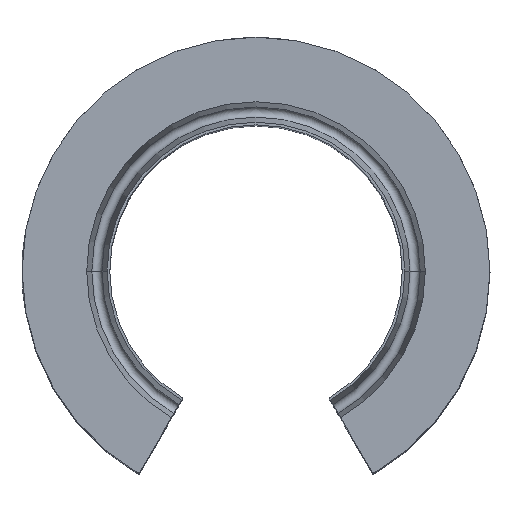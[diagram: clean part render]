
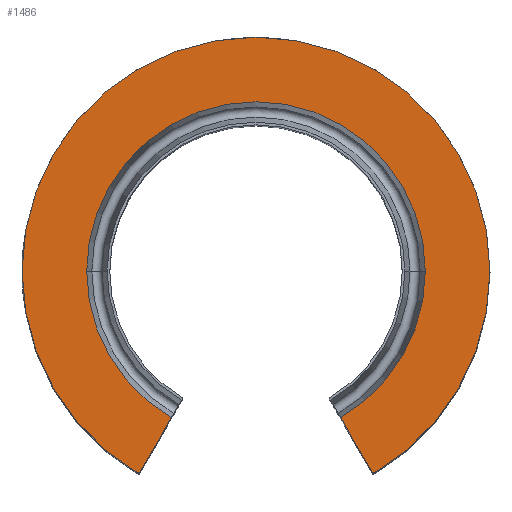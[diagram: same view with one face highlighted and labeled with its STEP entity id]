
A CAD part, top view. The second image highlights one B-rep face of the part: STEP entity #1486.
In plain terms, the highlighted planar face has unit normal (0, 0, 1).
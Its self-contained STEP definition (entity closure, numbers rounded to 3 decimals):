
#30 = VERTEX_POINT ( 'NONE', #146 ) ;
#36 = VERTEX_POINT ( 'NONE', #152 ) ;
#43 = VERTEX_POINT ( 'NONE', #159 ) ;
#52 = VERTEX_POINT ( 'NONE', #168 ) ;
#55 = VERTEX_POINT ( 'NONE', #171 ) ;
#63 = VERTEX_POINT ( 'NONE', #179 ) ;
#79 = VERTEX_POINT ( 'NONE', #195 ) ;
#122 = VERTEX_POINT ( 'NONE', #238 ) ;
#146 = CARTESIAN_POINT ( 'NONE',  ( -11.578, 0., 0. ) ) ;
#152 = CARTESIAN_POINT ( 'NONE',  ( 11.578, 0., 0. ) ) ;
#159 = CARTESIAN_POINT ( 'NONE',  ( -15.994, 0., 0. ) ) ;
#168 = CARTESIAN_POINT ( 'NONE',  ( -5.789, -10.027, 0. ) ) ;
#171 = CARTESIAN_POINT ( 'NONE',  ( 7.997, -13.851, 0. ) ) ;
#179 = CARTESIAN_POINT ( 'NONE',  ( 15.994, 0., 0. ) ) ;
#195 = CARTESIAN_POINT ( 'NONE',  ( 5.789, -10.027, 0. ) ) ;
#238 = CARTESIAN_POINT ( 'NONE',  ( -7.997, -13.851, 0. ) ) ;
#255 = CARTESIAN_POINT ( 'NONE',  ( 0., 10., 0. ) ) ;
#317 = PLANE ( 'NONE',  #2717 ) ;
#329 = DIRECTION ( 'NONE',  ( 0., 0., -1. ) ) ;
#330 = DIRECTION ( 'NONE',  ( -1., 0., 0. ) ) ;
#694 = ORIENTED_EDGE ( 'NONE', *, *, #2550, .T. ) ;
#695 = ORIENTED_EDGE ( 'NONE', *, *, #2508, .T. ) ;
#696 = ORIENTED_EDGE ( 'NONE', *, *, #2637, .T. ) ;
#697 = ORIENTED_EDGE ( 'NONE', *, *, #2607, .F. ) ;
#698 = ORIENTED_EDGE ( 'NONE', *, *, #2512, .F. ) ;
#699 = ORIENTED_EDGE ( 'NONE', *, *, #2495, .F. ) ;
#950 = ORIENTED_EDGE ( 'NONE', *, *, #2638, .F. ) ;
#951 = ORIENTED_EDGE ( 'NONE', *, *, #2624, .F. ) ;
#994 = FACE_OUTER_BOUND ( 'NONE', #2404, .T. ) ;
#1235 = CIRCLE ( 'NONE', #2872, 11.578 ) ;
#1250 = CIRCLE ( 'NONE', #2876, 15.994 ) ;
#1256 = CIRCLE ( 'NONE', #2882, 11.578 ) ;
#1307 = CIRCLE ( 'NONE', #2899, 15.994 ) ;
#1381 = LINE ( 'NONE', #2013, #1385 ) ;
#1385 = VECTOR ( 'NONE', #2024, 1000. ) ;
#1410 = LINE ( 'NONE', #2058, #1417 ) ;
#1417 = VECTOR ( 'NONE', #2061, 1000. ) ;
#1436 = CIRCLE ( 'NONE', #2938, 15.994 ) ;
#1437 = CIRCLE ( 'NONE', #2496, 11.578 ) ;
#1486 = ADVANCED_FACE ( 'NONE', ( #994 ), #317, .F. ) ;
#1652 = DIRECTION ( 'NONE',  ( 0., 0., 1. ) ) ;
#1653 = CARTESIAN_POINT ( 'NONE',  ( 0., 0., 0. ) ) ;
#1654 = DIRECTION ( 'NONE',  ( 1., 0., 0. ) ) ;
#1680 = CARTESIAN_POINT ( 'NONE',  ( 0., 0., 0. ) ) ;
#1681 = DIRECTION ( 'NONE',  ( 0., 0., 1. ) ) ;
#1682 = DIRECTION ( 'NONE',  ( 1., 0., 0. ) ) ;
#1687 = CARTESIAN_POINT ( 'NONE',  ( 0., 0., 0. ) ) ;
#1693 = DIRECTION ( 'NONE',  ( 0., 0., 1. ) ) ;
#1694 = DIRECTION ( 'NONE',  ( 1., 0., 0. ) ) ;
#1842 = CARTESIAN_POINT ( 'NONE',  ( 0., 0., 0. ) ) ;
#1844 = DIRECTION ( 'NONE',  ( 0., 0., 1. ) ) ;
#1845 = DIRECTION ( 'NONE',  ( 1., 0., 0. ) ) ;
#2013 = CARTESIAN_POINT ( 'NONE',  ( 0., 0., 0. ) ) ;
#2024 = DIRECTION ( 'NONE',  ( -0.5, -0.866, 0. ) ) ;
#2058 = CARTESIAN_POINT ( 'NONE',  ( 0., 0., 0. ) ) ;
#2061 = DIRECTION ( 'NONE',  ( -0.5, 0.866, 0. ) ) ;
#2082 = CARTESIAN_POINT ( 'NONE',  ( 0., 0., 0. ) ) ;
#2089 = CARTESIAN_POINT ( 'NONE',  ( 0., 0., 0. ) ) ;
#2093 = DIRECTION ( 'NONE',  ( 0., 0., 1. ) ) ;
#2094 = DIRECTION ( 'NONE',  ( 1., 0., 0. ) ) ;
#2096 = DIRECTION ( 'NONE',  ( 0., 0., 1. ) ) ;
#2097 = DIRECTION ( 'NONE',  ( 1., 0., 0. ) ) ;
#2404 = EDGE_LOOP ( 'NONE', ( #950, #951, #694, #695, #696, #697, #698, #699 ) ) ;
#2495 = EDGE_CURVE ( 'NONE', #36, #30, #1235, .T. ) ;
#2496 = AXIS2_PLACEMENT_3D ( 'NONE', #2089, #2096, #2097 ) ;
#2508 = EDGE_CURVE ( 'NONE', #63, #43, #1250, .T. ) ;
#2512 = EDGE_CURVE ( 'NONE', #30, #52, #1256, .T. ) ;
#2550 = EDGE_CURVE ( 'NONE', #55, #63, #1307, .T. ) ;
#2607 = EDGE_CURVE ( 'NONE', #52, #122, #1381, .T. ) ;
#2624 = EDGE_CURVE ( 'NONE', #55, #79, #1410, .T. ) ;
#2637 = EDGE_CURVE ( 'NONE', #43, #122, #1436, .T. ) ;
#2638 = EDGE_CURVE ( 'NONE', #79, #36, #1437, .T. ) ;
#2717 = AXIS2_PLACEMENT_3D ( 'NONE', #255, #329, #330 ) ;
#2872 = AXIS2_PLACEMENT_3D ( 'NONE', #1653, #1652, #1654 ) ;
#2876 = AXIS2_PLACEMENT_3D ( 'NONE', #1680, #1681, #1682 ) ;
#2882 = AXIS2_PLACEMENT_3D ( 'NONE', #1687, #1693, #1694 ) ;
#2899 = AXIS2_PLACEMENT_3D ( 'NONE', #1842, #1844, #1845 ) ;
#2938 = AXIS2_PLACEMENT_3D ( 'NONE', #2082, #2093, #2094 ) ;
